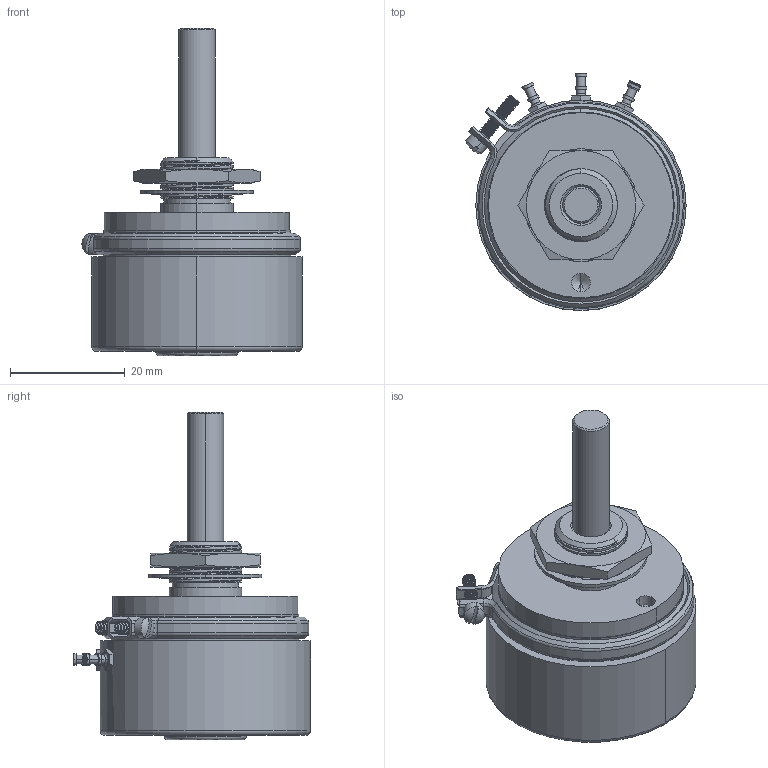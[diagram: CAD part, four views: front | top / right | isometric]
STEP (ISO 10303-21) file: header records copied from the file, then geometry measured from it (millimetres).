
FILE_DESCRIPTION((''),'2;1');
FILE_NAME('5401_SW0005','2013-08-13T',('BMozley'),(''),'PRO/ENGINEER BY PARAMETRIC TECHNOLOGY CORPORATION, 2013150','PRO/ENGINEER BY PARAMETRIC TECHNOLOGY CORPORATION, 2013150','');
FILE_SCHEMA(('CONFIG_CONTROL_DESIGN'));
Length unit declared in the file: inch
Products named in the file (1): 5401_SW0005
Bounding box: 38.39 x 41.31 x 57.02 mm (x, y, z)
Volume: 26663.4 mm3; surface area: 9516.6 mm2
Topology: 5 solids, 7 shells, 475 faces, 1214 edges, 759 vertices
Faces by surface type: cylinder 206, plane 113, bspline 72, cone 52, torus 30, sphere 2
Entity records: 35232 total; most frequent: CARTESIAN_POINT 24209, ORIENTED_EDGE 2424, DIRECTION 2075, EDGE_CURVE 1212, AXIS2_PLACEMENT_3D 762, VERTEX_POINT 759, VECTOR 551, LINE 551
